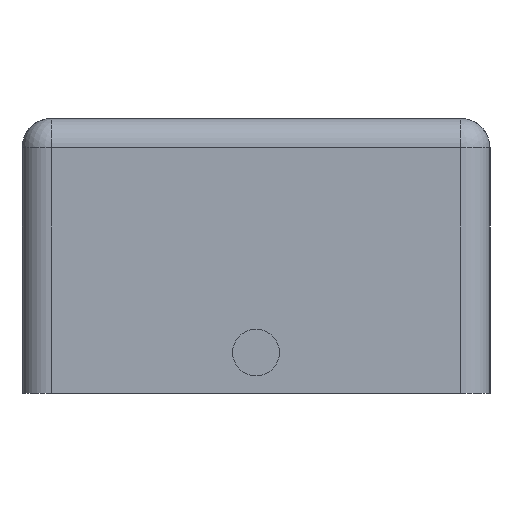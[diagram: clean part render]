
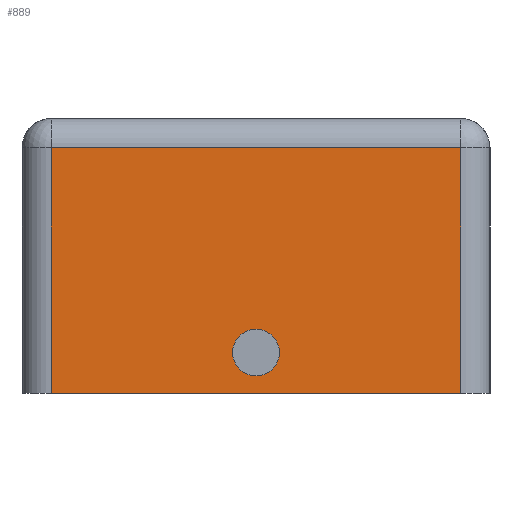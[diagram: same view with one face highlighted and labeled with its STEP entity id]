
A CAD part, left-side view. The second image highlights one B-rep face of the part: STEP entity #889.
In plain terms, the highlighted planar face has unit normal (-1, 0, 0).
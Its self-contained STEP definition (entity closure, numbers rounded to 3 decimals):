
#25=DIRECTION('',(0.,-1.,0.));
#26=VECTOR('',#25,7.);
#27=CARTESIAN_POINT('',(0.,3.5,0.));
#28=LINE('',#27,#26);
#233=DIRECTION('',(0.,-1.,0.));
#234=VECTOR('',#233,7.);
#235=CARTESIAN_POINT('',(0.,3.5,4.2));
#236=LINE('',#235,#234);
#237=DIRECTION('',(0.,0.,-1.));
#238=VECTOR('',#237,4.2);
#239=CARTESIAN_POINT('',(0.,-3.5,4.2));
#240=LINE('',#239,#238);
#241=DIRECTION('',(0.,0.,-1.));
#242=VECTOR('',#241,4.2);
#243=CARTESIAN_POINT('',(0.,3.5,4.2));
#244=LINE('',#243,#242);
#245=CARTESIAN_POINT('',(0.,0.,0.7));
#246=DIRECTION('',(-1.,0.,0.));
#247=DIRECTION('',(0.,1.,0.));
#248=AXIS2_PLACEMENT_3D('',#245,#246,#247);
#250=CARTESIAN_POINT('',(0.,0.,0.7));
#251=DIRECTION('',(-1.,0.,0.));
#252=DIRECTION('',(0.,-1.,0.));
#253=AXIS2_PLACEMENT_3D('',#250,#251,#252);
#445=CARTESIAN_POINT('',(0.,3.5,0.));
#447=VERTEX_POINT('',#445);
#450=CARTESIAN_POINT('',(0.,-3.5,0.));
#452=VERTEX_POINT('',#450);
#462=CARTESIAN_POINT('',(0.,3.5,4.2));
#464=VERTEX_POINT('',#462);
#469=CARTESIAN_POINT('',(0.,-3.5,4.2));
#470=VERTEX_POINT('',#469);
#529=CARTESIAN_POINT('',(0.,0.4,0.7));
#530=CARTESIAN_POINT('',(0.,-0.4,0.7));
#531=VERTEX_POINT('',#529);
#532=VERTEX_POINT('',#530);
#872=CARTESIAN_POINT('',(0.,4.,0.));
#873=DIRECTION('',(-1.,0.,0.));
#874=DIRECTION('',(0.,-1.,0.));
#875=AXIS2_PLACEMENT_3D('',#872,#873,#874);
#876=PLANE('',#875);
#877=ORIENTED_EDGE('',*,*,#671,.T.);
#878=ORIENTED_EDGE('',*,*,#700,.T.);
#879=ORIENTED_EDGE('',*,*,#558,.F.);
#880=ORIENTED_EDGE('',*,*,#865,.F.);
#881=EDGE_LOOP('',(#877,#878,#879,#880));
#882=FACE_OUTER_BOUND('',#881,.F.);
#884=ORIENTED_EDGE('',*,*,#883,.T.);
#886=ORIENTED_EDGE('',*,*,#885,.T.);
#887=EDGE_LOOP('',(#884,#886));
#888=FACE_BOUND('',#887,.F.);
#889=ADVANCED_FACE('',(#882,#888),#876,.T.);
#249=CIRCLE('',#248,0.4);
#254=CIRCLE('',#253,0.4);
#558=EDGE_CURVE('',#447,#452,#28,.T.);
#671=EDGE_CURVE('',#464,#470,#236,.T.);
#700=EDGE_CURVE('',#470,#452,#240,.T.);
#865=EDGE_CURVE('',#464,#447,#244,.T.);
#883=EDGE_CURVE('',#531,#532,#249,.T.);
#885=EDGE_CURVE('',#532,#531,#254,.T.);
